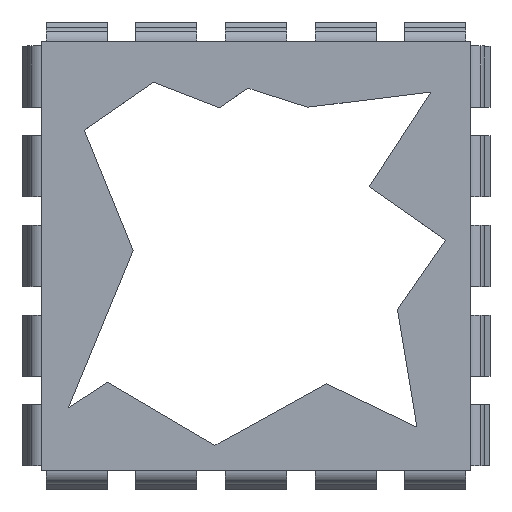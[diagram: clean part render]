
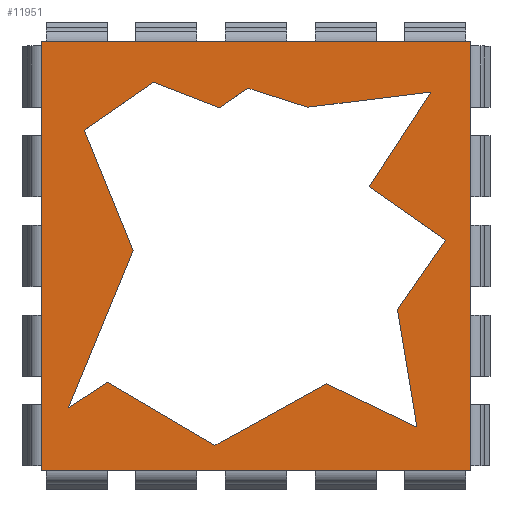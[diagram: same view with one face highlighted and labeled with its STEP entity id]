
A CAD part, top view. The second image highlights one B-rep face of the part: STEP entity #11951.
In plain terms, the highlighted planar face has unit normal (0, 0, 1).
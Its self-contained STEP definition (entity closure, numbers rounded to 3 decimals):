
#11349=CARTESIAN_POINT('',(3.809,10.942,16.0));
#11350=VERTEX_POINT('',#11349);
#11357=CARTESIAN_POINT('',(-0.593,12.332,16.0));
#11358=VERTEX_POINT('',#11357);
#11359=CARTESIAN_POINT('',(-0.593,12.332,16.0));
#11360=DIRECTION('',(0.954,-0.301,0.0));
#11361=VECTOR('',#11360,4.616);
#11362=LINE('',#11359,#11361);
#11363=EDGE_CURVE('',#11358,#11350,#11362,.T.);
#11388=CARTESIAN_POINT('',(-2.654,10.894,16.0));
#11389=VERTEX_POINT('',#11388);
#11390=CARTESIAN_POINT('',(-2.654,10.894,16.0));
#11391=DIRECTION('',(0.82,0.572,0.0));
#11392=VECTOR('',#11391,2.514);
#11393=LINE('',#11390,#11392);
#11394=EDGE_CURVE('',#11389,#11358,#11393,.T.);
#11419=CARTESIAN_POINT('',(-7.548,12.785,16.0));
#11420=VERTEX_POINT('',#11419);
#11421=CARTESIAN_POINT('',(-7.548,12.785,16.0));
#11422=DIRECTION('',(0.933,-0.36,0.0));
#11423=VECTOR('',#11422,5.247);
#11424=LINE('',#11421,#11423);
#11425=EDGE_CURVE('',#11420,#11389,#11424,.T.);
#11450=CARTESIAN_POINT('',(-12.635,9.258,16.0));
#11451=VERTEX_POINT('',#11450);
#11452=CARTESIAN_POINT('',(-12.635,9.258,16.0));
#11453=DIRECTION('',(0.822,0.57,0.0));
#11454=VECTOR('',#11453,6.19);
#11455=LINE('',#11452,#11454);
#11456=EDGE_CURVE('',#11451,#11420,#11455,.T.);
#11481=CARTESIAN_POINT('',(-9.036,0.391,16.0));
#11482=VERTEX_POINT('',#11481);
#11483=CARTESIAN_POINT('',(-9.036,0.391,16.0));
#11484=DIRECTION('',(-0.376,0.927,0.0));
#11485=VECTOR('',#11484,9.57);
#11486=LINE('',#11483,#11485);
#11487=EDGE_CURVE('',#11482,#11451,#11486,.T.);
#11512=CARTESIAN_POINT('',(-13.803,-11.184,16.0));
#11513=VERTEX_POINT('',#11512);
#11514=CARTESIAN_POINT('',(-13.803,-11.184,16.0));
#11515=DIRECTION('',(0.381,0.925,0.0));
#11516=VECTOR('',#11515,12.518);
#11517=LINE('',#11514,#11516);
#11518=EDGE_CURVE('',#11513,#11482,#11517,.T.);
#11543=CARTESIAN_POINT('',(-10.902,-9.292,16.0));
#11544=VERTEX_POINT('',#11543);
#11545=CARTESIAN_POINT('',(-10.902,-9.292,16.0));
#11546=DIRECTION('',(-0.838,-0.546,0.0));
#11547=VECTOR('',#11546,3.463);
#11548=LINE('',#11545,#11547);
#11549=EDGE_CURVE('',#11544,#11513,#11548,.T.);
#11574=CARTESIAN_POINT('',(-3.018,-13.939,16.0));
#11575=VERTEX_POINT('',#11574);
#11576=CARTESIAN_POINT('',(-3.018,-13.939,16.0));
#11577=DIRECTION('',(-0.861,0.508,0.0));
#11578=VECTOR('',#11577,9.152);
#11579=LINE('',#11576,#11578);
#11580=EDGE_CURVE('',#11575,#11544,#11579,.T.);
#11605=CARTESIAN_POINT('',(5.195,-9.411,16.0));
#11606=VERTEX_POINT('',#11605);
#11607=CARTESIAN_POINT('',(5.195,-9.411,16.0));
#11608=DIRECTION('',(-0.876,-0.483,0.0));
#11609=VECTOR('',#11608,9.379);
#11610=LINE('',#11607,#11609);
#11611=EDGE_CURVE('',#11606,#11575,#11610,.T.);
#11636=CARTESIAN_POINT('',(11.835,-12.59,16.0));
#11637=VERTEX_POINT('',#11636);
#11638=CARTESIAN_POINT('',(11.835,-12.59,16.0));
#11639=DIRECTION('',(-0.902,0.432,0.0));
#11640=VECTOR('',#11639,7.362);
#11641=LINE('',#11638,#11640);
#11642=EDGE_CURVE('',#11637,#11606,#11641,.T.);
#11667=CARTESIAN_POINT('',(10.409,-3.934,16.0));
#11668=VERTEX_POINT('',#11667);
#11669=CARTESIAN_POINT('',(10.409,-3.934,16.0));
#11670=DIRECTION('',(0.163,-0.987,0.0));
#11671=VECTOR('',#11670,8.772);
#11672=LINE('',#11669,#11671);
#11673=EDGE_CURVE('',#11668,#11637,#11672,.T.);
#11698=CARTESIAN_POINT('',(13.937,1.162,16.0));
#11699=VERTEX_POINT('',#11698);
#11700=CARTESIAN_POINT('',(13.937,1.162,16.0));
#11701=DIRECTION('',(-0.569,-0.822,0.0));
#11702=VECTOR('',#11701,6.199);
#11703=LINE('',#11700,#11702);
#11704=EDGE_CURVE('',#11699,#11668,#11703,.T.);
#11729=CARTESIAN_POINT('',(8.337,5.08,16.0));
#11730=VERTEX_POINT('',#11729);
#11731=CARTESIAN_POINT('',(8.337,5.08,16.0));
#11732=DIRECTION('',(0.819,-0.573,0.0));
#11733=VECTOR('',#11732,6.835);
#11734=LINE('',#11731,#11733);
#11735=EDGE_CURVE('',#11730,#11699,#11734,.T.);
#11760=CARTESIAN_POINT('',(12.86,12.053,16.0));
#11761=VERTEX_POINT('',#11760);
#11762=CARTESIAN_POINT('',(12.86,12.053,16.0));
#11763=DIRECTION('',(-0.544,-0.839,0.0));
#11764=VECTOR('',#11763,8.312);
#11765=LINE('',#11762,#11764);
#11766=EDGE_CURVE('',#11761,#11730,#11765,.T.);
#11789=CARTESIAN_POINT('',(3.809,10.942,16.0));
#11790=DIRECTION('',(0.993,0.122,0.0));
#11791=VECTOR('',#11790,9.119);
#11792=LINE('',#11789,#11791);
#11793=EDGE_CURVE('',#11350,#11761,#11792,.T.);
#11804=CARTESIAN_POINT('',(15.8,15.8,16.0));
#11805=VERTEX_POINT('',#11804);
#11806=CARTESIAN_POINT('',(15.8,-15.8,16.0));
#11807=VERTEX_POINT('',#11806);
#11808=CARTESIAN_POINT('',(15.8,15.8,16.0));
#11809=DIRECTION('',(0.0,-1.0,0.0));
#11810=VECTOR('',#11809,31.6);
#11811=LINE('',#11808,#11810);
#11812=EDGE_CURVE('',#11805,#11807,#11811,.T.);
#11844=CARTESIAN_POINT('',(-15.8,-15.8,16.0));
#11845=VERTEX_POINT('',#11844);
#11846=CARTESIAN_POINT('',(15.8,-15.8,16.0));
#11847=DIRECTION('',(-1.0,0.0,0.0));
#11848=VECTOR('',#11847,31.6);
#11849=LINE('',#11846,#11848);
#11850=EDGE_CURVE('',#11807,#11845,#11849,.T.);
#11875=CARTESIAN_POINT('',(-15.8,15.8,16.0));
#11876=VERTEX_POINT('',#11875);
#11877=CARTESIAN_POINT('',(-15.8,-15.8,16.0));
#11878=DIRECTION('',(0.0,1.0,0.0));
#11879=VECTOR('',#11878,31.6);
#11880=LINE('',#11877,#11879);
#11881=EDGE_CURVE('',#11845,#11876,#11880,.T.);
#11906=CARTESIAN_POINT('',(-15.8,15.8,16.0));
#11907=DIRECTION('',(1.0,0.0,0.0));
#11908=VECTOR('',#11907,31.6);
#11909=LINE('',#11906,#11908);
#11910=EDGE_CURVE('',#11876,#11805,#11909,.T.);
#11923=CARTESIAN_POINT('',(0.,0.,16.0));
#11924=DIRECTION('',(0.0,0.0,1.0));
#11925=DIRECTION('',(1.0,0.0,0.0));
#11926=AXIS2_PLACEMENT_3D('',#11923,#11924,#11925);
#11927=PLANE('',#11926);
#11928=ORIENTED_EDGE('',*,*,#11812,.F.);
#11929=ORIENTED_EDGE('',*,*,#11910,.F.);
#11930=ORIENTED_EDGE('',*,*,#11881,.F.);
#11931=ORIENTED_EDGE('',*,*,#11850,.F.);
#11932=EDGE_LOOP('',(#11928,#11929,#11930,#11931));
#11933=FACE_OUTER_BOUND('',#11932,.T.);
#11934=ORIENTED_EDGE('',*,*,#11363,.T.);
#11935=ORIENTED_EDGE('',*,*,#11793,.T.);
#11936=ORIENTED_EDGE('',*,*,#11766,.T.);
#11937=ORIENTED_EDGE('',*,*,#11735,.T.);
#11938=ORIENTED_EDGE('',*,*,#11704,.T.);
#11939=ORIENTED_EDGE('',*,*,#11673,.T.);
#11940=ORIENTED_EDGE('',*,*,#11642,.T.);
#11941=ORIENTED_EDGE('',*,*,#11611,.T.);
#11942=ORIENTED_EDGE('',*,*,#11580,.T.);
#11943=ORIENTED_EDGE('',*,*,#11549,.T.);
#11944=ORIENTED_EDGE('',*,*,#11518,.T.);
#11945=ORIENTED_EDGE('',*,*,#11487,.T.);
#11946=ORIENTED_EDGE('',*,*,#11456,.T.);
#11947=ORIENTED_EDGE('',*,*,#11425,.T.);
#11948=ORIENTED_EDGE('',*,*,#11394,.T.);
#11949=EDGE_LOOP('',(#11934,#11935,#11936,#11937,#11938,#11939,#11940,#11941,#11942,#11943,#11944,#11945,#11946,#11947,#11948));
#11950=FACE_BOUND('',#11949,.T.);
#11951=ADVANCED_FACE('',(#11933,#11950),#11927,.T.);
